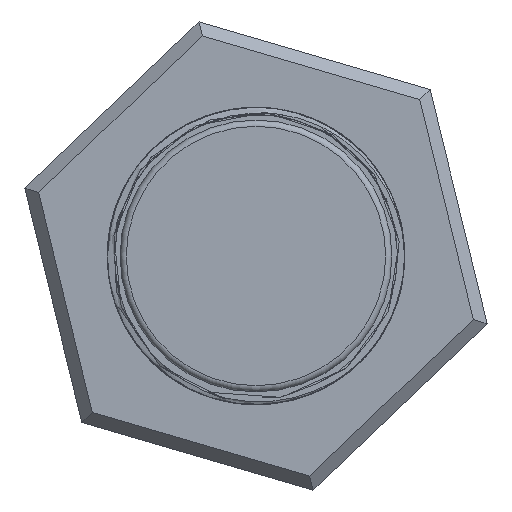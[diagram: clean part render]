
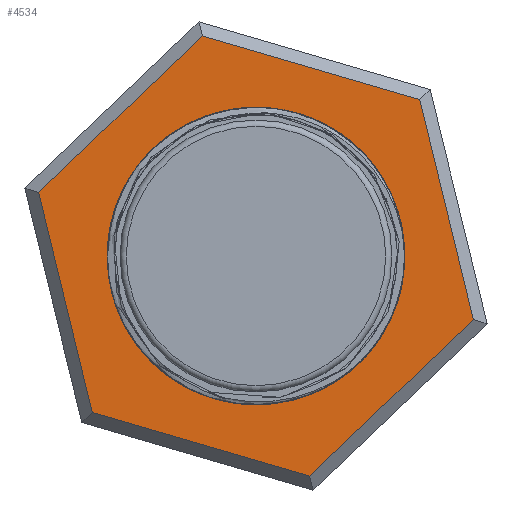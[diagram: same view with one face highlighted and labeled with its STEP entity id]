
A CAD part, front view. The second image highlights one B-rep face of the part: STEP entity #4534.
In plain terms, the highlighted planar face has unit normal (0, -1, 0).
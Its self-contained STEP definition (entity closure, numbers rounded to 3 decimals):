
#39=FACE_BOUND('',#647,.T.);
#69=PLANE('',#4862);
#140=CIRCLE('',#4860,5.864);
#141=CIRCLE('',#4861,5.864);
#382=FACE_OUTER_BOUND('',#646,.T.);
#646=EDGE_LOOP('',(#4013,#4014,#4015,#4016,#4017,#4018));
#647=EDGE_LOOP('',(#4019,#4020));
#1266=LINE('',#17372,#1550);
#1267=LINE('',#17374,#1551);
#1268=LINE('',#17376,#1552);
#1269=LINE('',#17378,#1553);
#1270=LINE('',#17380,#1554);
#1271=LINE('',#17381,#1555);
#1550=VECTOR('',#5713,10.);
#1551=VECTOR('',#5714,10.);
#1552=VECTOR('',#5715,10.);
#1553=VECTOR('',#5716,10.);
#1554=VECTOR('',#5717,10.);
#1555=VECTOR('',#5718,10.);
#2009=VERTEX_POINT('',#17364);
#2010=VERTEX_POINT('',#17366);
#2011=VERTEX_POINT('',#17370);
#2012=VERTEX_POINT('',#17371);
#2013=VERTEX_POINT('',#17373);
#2014=VERTEX_POINT('',#17375);
#2015=VERTEX_POINT('',#17377);
#2016=VERTEX_POINT('',#17379);
#2679=EDGE_CURVE('',#2009,#2010,#140,.T.);
#2680=EDGE_CURVE('',#2010,#2009,#141,.T.);
#2681=EDGE_CURVE('',#2011,#2012,#1266,.T.);
#2682=EDGE_CURVE('',#2013,#2011,#1267,.T.);
#2683=EDGE_CURVE('',#2014,#2013,#1268,.T.);
#2684=EDGE_CURVE('',#2015,#2014,#1269,.T.);
#2685=EDGE_CURVE('',#2016,#2015,#1270,.T.);
#2686=EDGE_CURVE('',#2012,#2016,#1271,.T.);
#4013=ORIENTED_EDGE('',*,*,#2681,.F.);
#4014=ORIENTED_EDGE('',*,*,#2682,.F.);
#4015=ORIENTED_EDGE('',*,*,#2683,.F.);
#4016=ORIENTED_EDGE('',*,*,#2684,.F.);
#4017=ORIENTED_EDGE('',*,*,#2685,.F.);
#4018=ORIENTED_EDGE('',*,*,#2686,.F.);
#4019=ORIENTED_EDGE('',*,*,#2680,.F.);
#4020=ORIENTED_EDGE('',*,*,#2679,.F.);
#4534=ADVANCED_FACE('',(#382,#39),#69,.F.);
#4860=AXIS2_PLACEMENT_3D('',#17367,#5707,#5708);
#4861=AXIS2_PLACEMENT_3D('',#17368,#5709,#5710);
#4862=AXIS2_PLACEMENT_3D('',#17369,#5711,#5712);
#5707=DIRECTION('center_axis',(0.,-1.,0.));
#5708=DIRECTION('ref_axis',(-1.,0.,0.));
#5709=DIRECTION('center_axis',(0.,-1.,0.));
#5710=DIRECTION('ref_axis',(-1.,0.,0.));
#5711=DIRECTION('center_axis',(0.,1.,0.));
#5712=DIRECTION('ref_axis',(-1.,0.,0.));
#5713=DIRECTION('',(-0.723,0.,-0.691));
#5714=DIRECTION('',(0.237,0.,-0.972));
#5715=DIRECTION('',(0.96,0.,-0.281));
#5716=DIRECTION('',(0.723,0.,0.691));
#5717=DIRECTION('',(-0.237,0.,0.972));
#5718=DIRECTION('',(-0.96,0.,0.281));
#17364=CARTESIAN_POINT('',(4.407,25.5,5.864));
#17366=CARTESIAN_POINT('',(10.271,25.5,0.));
#17367=CARTESIAN_POINT('Origin',(4.407,25.5,0.));
#17368=CARTESIAN_POINT('Origin',(4.407,25.5,0.));
#17369=CARTESIAN_POINT('Origin',(4.407,25.5,0.));
#17370=CARTESIAN_POINT('',(13.134,25.5,-2.554));
#17371=CARTESIAN_POINT('',(6.558,25.5,-8.835));
#17372=CARTESIAN_POINT('',(8.098,25.5,-7.364));
#17373=CARTESIAN_POINT('',(10.982,25.5,6.281));
#17374=CARTESIAN_POINT('',(12.63,25.5,-0.485));
#17375=CARTESIAN_POINT('',(2.255,25.5,8.835));
#17376=CARTESIAN_POINT('',(8.939,25.5,6.879));
#17377=CARTESIAN_POINT('',(-4.321,25.5,2.554));
#17378=CARTESIAN_POINT('',(0.715,25.5,7.364));
#17379=CARTESIAN_POINT('',(-2.169,25.5,-6.281));
#17380=CARTESIAN_POINT('',(-3.817,25.5,0.485));
#17381=CARTESIAN_POINT('',(-0.126,25.5,-6.879));
